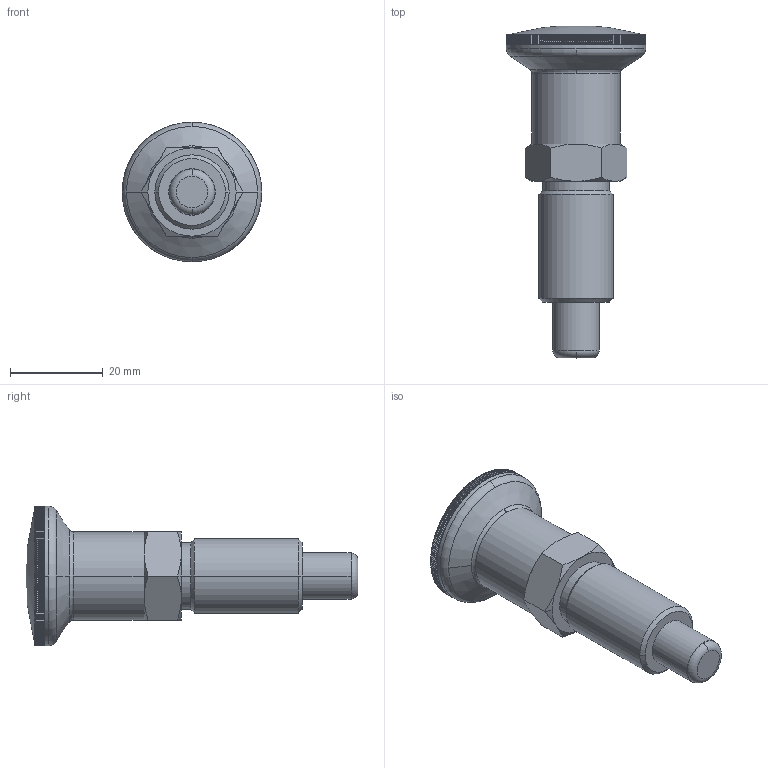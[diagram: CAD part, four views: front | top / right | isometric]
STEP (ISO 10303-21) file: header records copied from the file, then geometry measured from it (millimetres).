
FILE_DESCRIPTION(('STEP AP214'),'1');
FILE_NAME('HALDERN_EH_22122_0325.stp','2020-02-28T09:44:22',('TraceParts'),('TraceParts S.A.'),'Spatial InterOp 3D',' ',' ');
FILE_SCHEMA(('AUTOMOTIVE_DESIGN { 1 0 10303 214 1 1 1 1 }'));
Length unit declared in the file: millimetre
Products named in the file (1): HALDERN_EH_22122_0325_1
Bounding box: 30 x 71.42 x 30 mm (x, y, z)
Volume: 18778.1 mm3; surface area: 9609 mm2
Topology: 2 solids, 2 shells, 660 faces, 1930 edges, 1280 vertices
Faces by surface type: plane 614, cone 22, cylinder 16, torus 6, sphere 2
Entity records: 27548 total; most frequent: DIRECTION 4104, CARTESIAN_POINT 3968, ORIENTED_EDGE 3860, EDGE_CURVE 1930, AXIS2_PLACEMENT_3D 1536, VERTEX_POINT 1280, LINE 1032, VECTOR 1032
